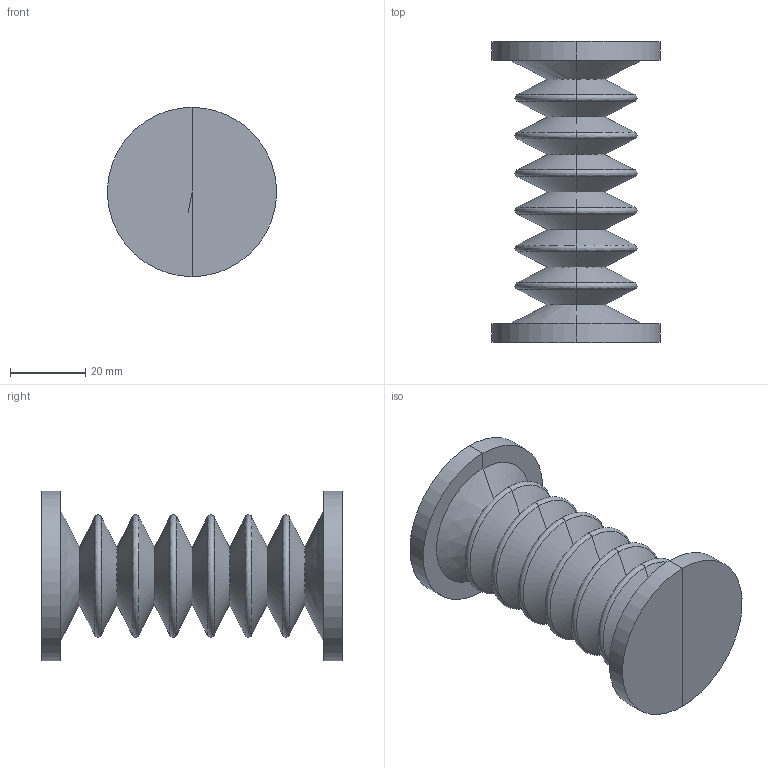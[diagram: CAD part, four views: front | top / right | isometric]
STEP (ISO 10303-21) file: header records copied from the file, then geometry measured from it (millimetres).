
FILE_DESCRIPTION(/* description */ (''),/* implementation_level */ '2;1');
FILE_NAME(/* name */ 'pneumatic_actuator_outer_format1',/* time_stamp */ '2016-10-03T11:36:24+02:00',/* author */ (''),/* organization */ (''),/* preprocessor_version */ 'ST-DEVELOPER v10',/* originating_system */ '',/* authorisation */ '');
FILE_SCHEMA (('CONFIG_CONTROL_DESIGN'));
Length unit declared in the file: millimetre
Products named in the file (1): 1
Bounding box: 44.9 x 80 x 45 mm (x, y, z)
Volume: 51520.5 mm3; surface area: 17003.3 mm2
Topology: 1 solids, 1 shells, 52 faces, 106 edges, 52 vertices
Faces by surface type: bspline 52
Entity records: 1786 total; most frequent: CARTESIAN_POINT 1143, ORIENTED_EDGE 204, EDGE_CURVE 102, ADVANCED_FACE 52, FACE_OUTER_BOUND 52, EDGE_LOOP 52, VERTEX_POINT 52, B_SPLINE_CURVE_WITH_KNOTS 40
